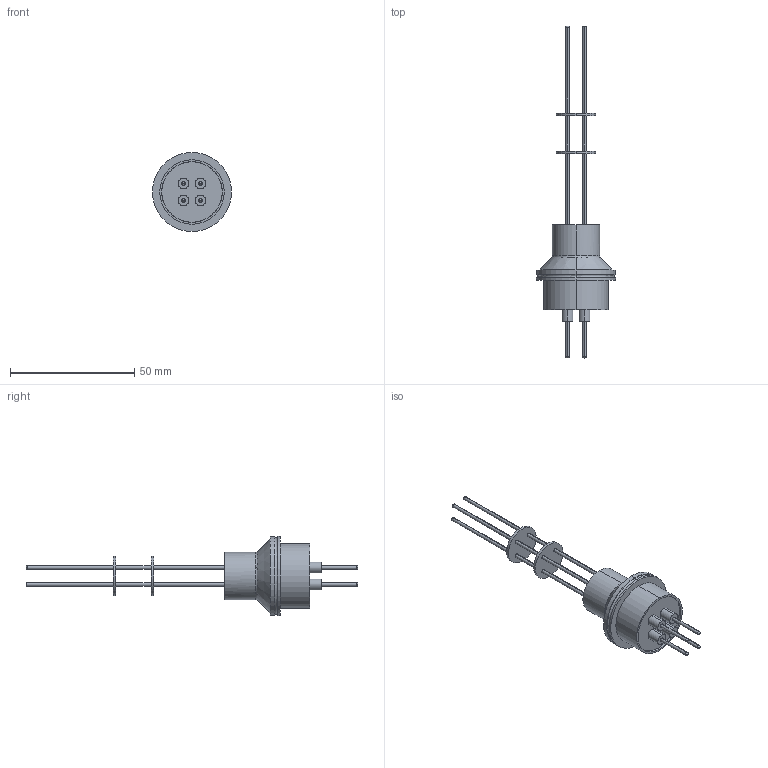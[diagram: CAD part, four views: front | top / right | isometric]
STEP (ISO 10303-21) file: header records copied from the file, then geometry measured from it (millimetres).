
FILE_DESCRIPTION (( 'STEP AP203' ), '1' );
FILE_NAME ('A0421-4-W.STEP', '2013-05-14T11:32:46', ( '' ), ( '' ), 'SwSTEP 2.0', 'SolidWorks 2012', '' );
FILE_SCHEMA (( 'CONFIG_CONTROL_DESIGN' ));
Length unit declared in the file: inch
Products named in the file (1): A0421-4-W
Bounding box: 31.75 x 133.35 x 31.75 mm (x, y, z)
Volume: 5586.7 mm3; surface area: 10715.1 mm2
Topology: 1 solids, 5 shells, 172 faces, 385 edges, 252 vertices
Faces by surface type: cylinder 86, plane 39, bspline 26, cone 21
Entity records: 5312 total; most frequent: CARTESIAN_POINT 1260, DIRECTION 917, ORIENTED_EDGE 770, AXIS2_PLACEMENT_3D 405, EDGE_CURVE 385, CIRCLE 258, VERTEX_POINT 252, EDGE_LOOP 221
